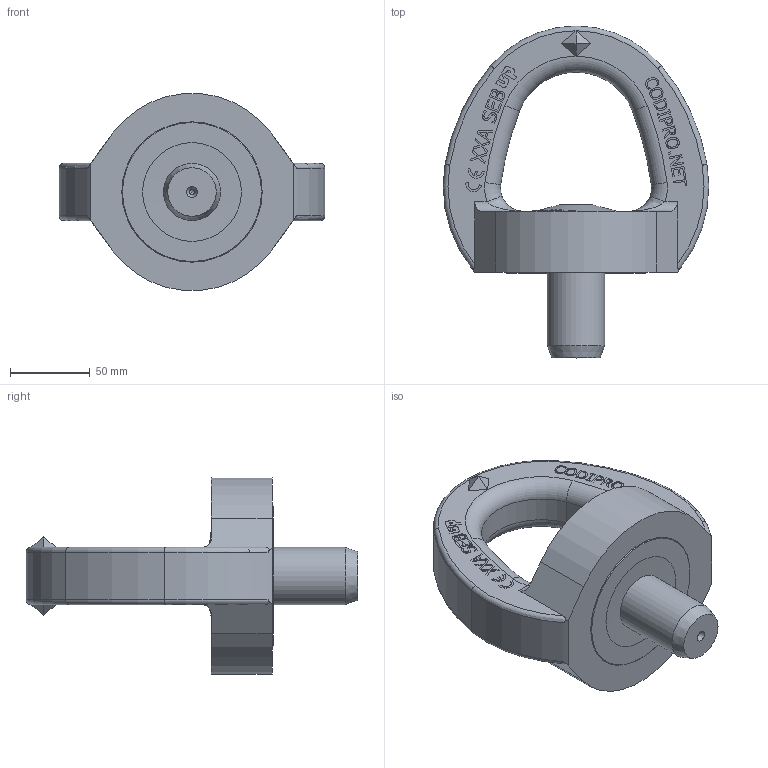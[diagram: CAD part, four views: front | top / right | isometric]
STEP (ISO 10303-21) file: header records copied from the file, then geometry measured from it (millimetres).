
FILE_DESCRIPTION(/* description */ (''),/* implementation_level */ '2;1');
FILE_NAME(/* name */ 'SEB M36 UP.stp',/* time_stamp */ '2017-09-21T16:05:44+02:00',/* author */ ('rklenes'),/* organization */ (''),/* preprocessor_version */ 'ST-DEVELOPER v16.5',/* originating_system */ 'Autodesk Inventor 2017',/* authorisation */ '');
FILE_SCHEMA (('AUTOMOTIVE_DESIGN { 1 0 10303 214 3 1 1 }'));
Length unit declared in the file: millimetre
Products named in the file (4): SEB M36 UP; SEM_4bis2; SEE_M36A; SEA_M36X82_UP
Assembly tree (3 placements, depth 2):
  SEB M36 UP
    SEM_4bis2
    SEE_M36A
    SEA_M36X82_UP
Bounding box: 166.71 x 208.3 x 123.54 mm (x, y, z)
Volume: 861757.6 mm3; surface area: 113554.7 mm2
Topology: 3 solids, 3 shells, 674 faces, 1800 edges, 1175 vertices
Faces by surface type: plane 357, bspline 212, cylinder 42, cone 39, torus 24
Full cylindrical faces by diameter (mm): 3.15 x1, 36 x4, 36.2 x1, 56 x3, 68 x2, 88 x2
Entity records: 23308 total; most frequent: CARTESIAN_POINT 8153, ORIENTED_EDGE 3514, DIRECTION 2371, EDGE_CURVE 1757, VERTEX_POINT 1170, LINE 973, VECTOR 973, EDGE_LOOP 761
